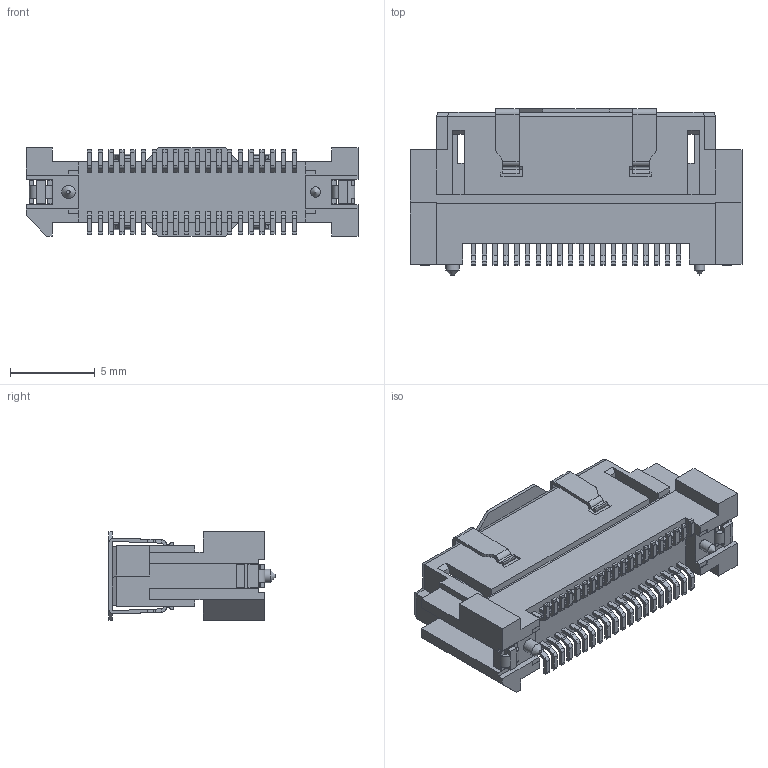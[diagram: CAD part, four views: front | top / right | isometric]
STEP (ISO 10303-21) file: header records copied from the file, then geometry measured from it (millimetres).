
FILE_DESCRIPTION( ( 'STEP AP214' ), '1' );
FILE_NAME( 'psolqas_37968_0.stp', '2021-10-18T07:35:24', ( 'License CC BY-ND 4.0' ), ( 'CADENAS' ), ' ', 'PARTsolutions', ' ' );
FILE_SCHEMA( ( 'AUTOMOTIVE_DESIGN { 1 0 10303 214 1 1 1 1 }' ) );
Length unit declared in the file: metre
Products named in the file (1): 1
Bounding box: 19.57 x 9.8 x 5.2 mm (x, y, z)
Volume: 416.4 mm3; surface area: 948.3 mm2
Topology: 1 solids, 1 shells, 1044 faces, 2999 edges, 1985 vertices
Faces by surface type: plane 835, cylinder 207, cone 2
Full cylindrical faces by diameter (mm): 0.6 x1, 0.8 x1, 5 x1
Entity records: 33847 total; most frequent: CARTESIAN_POINT 6119, ORIENTED_EDGE 5978, DIRECTION 5478, EDGE_CURVE 2989, LINE 2550, VECTOR 2550, VERTEX_POINT 1981, AXIS2_PLACEMENT_3D 1464
